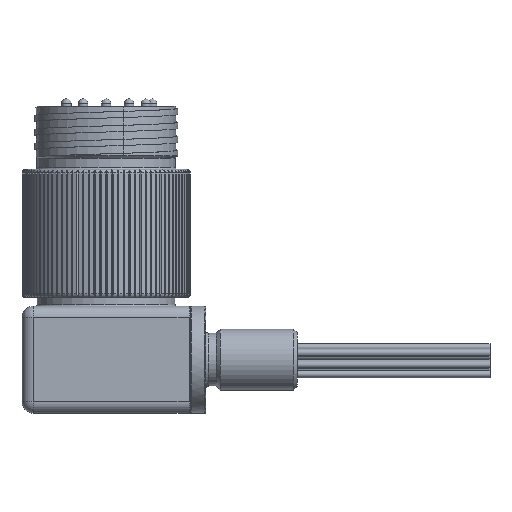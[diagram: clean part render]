
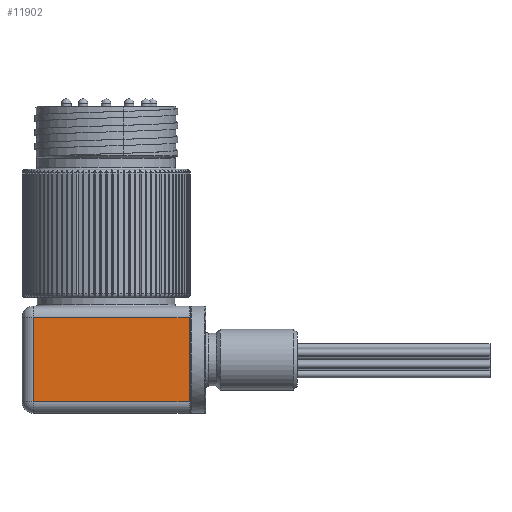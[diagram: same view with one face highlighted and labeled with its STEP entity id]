
A CAD part, left-side view. The second image highlights one B-rep face of the part: STEP entity #11902.
In plain terms, the highlighted planar face has unit normal (-1, 0, 0).
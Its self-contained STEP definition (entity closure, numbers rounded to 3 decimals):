
#417=PLANE('',#12854);
#1527=FACE_OUTER_BOUND('',#2208,.T.);
#2208=EDGE_LOOP('',(#9266,#9267,#9268,#9269));
#3298=LINE('',#21656,#3998);
#3307=LINE('',#22299,#4007);
#3314=LINE('',#22324,#4014);
#3317=LINE('',#22328,#4017);
#3998=VECTOR('',#14754,1000.);
#4007=VECTOR('',#14789,1000.);
#4014=VECTOR('',#14820,1000.);
#4017=VECTOR('',#14825,1000.);
#5041=VERTEX_POINT('',#21635);
#5044=VERTEX_POINT('',#21642);
#5054=VERTEX_POINT('',#22290);
#5061=VERTEX_POINT('',#22317);
#6503=EDGE_CURVE('',#5044,#5041,#3298,.T.);
#6529=EDGE_CURVE('',#5054,#5044,#3307,.T.);
#6542=EDGE_CURVE('',#5041,#5061,#3314,.T.);
#6545=EDGE_CURVE('',#5061,#5054,#3317,.T.);
#9266=ORIENTED_EDGE('',*,*,#6529,.T.);
#9267=ORIENTED_EDGE('',*,*,#6503,.T.);
#9268=ORIENTED_EDGE('',*,*,#6542,.T.);
#9269=ORIENTED_EDGE('',*,*,#6545,.T.);
#11902=ADVANCED_FACE('',(#1527),#417,.T.);
#12854=AXIS2_PLACEMENT_3D('',#22339,#14840,#14841);
#14754=DIRECTION('',(0.,0.,1.));
#14789=DIRECTION('',(0.,-1.,0.));
#14820=DIRECTION('',(0.,1.,0.));
#14825=DIRECTION('',(0.,0.,-1.));
#14840=DIRECTION('center_axis',(-1.,0.,0.));
#14841=DIRECTION('ref_axis',(0.,0.,1.));
#21635=CARTESIAN_POINT('',(-17.463,-17.209,70.641));
#21642=CARTESIAN_POINT('',(-17.463,-17.209,53.191));
#21656=CARTESIAN_POINT('',(-17.463,-17.209,88.903));
#22290=CARTESIAN_POINT('',(-17.463,15.081,53.191));
#22299=CARTESIAN_POINT('',(-17.463,-17.463,53.191));
#22317=CARTESIAN_POINT('',(-17.463,15.081,70.641));
#22324=CARTESIAN_POINT('',(-17.463,15.081,70.641));
#22328=CARTESIAN_POINT('',(-17.463,15.081,88.903));
#22339=CARTESIAN_POINT('Origin',(-17.463,0.,88.903));
